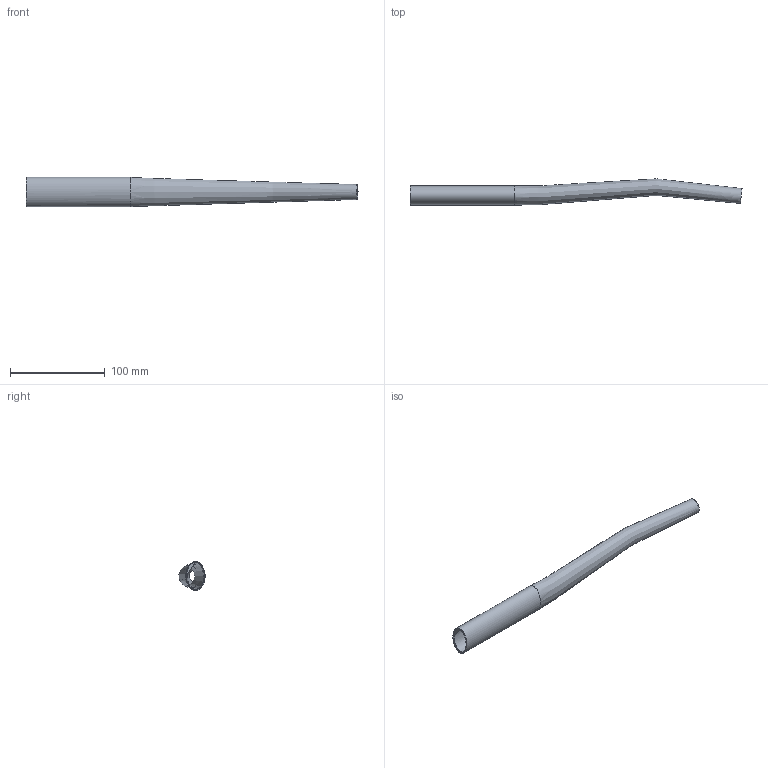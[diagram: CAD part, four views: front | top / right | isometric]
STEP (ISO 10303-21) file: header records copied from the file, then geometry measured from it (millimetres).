
FILE_DESCRIPTION(/* description */ (''),/* implementation_level */ '2;1');
FILE_NAME(/* name */ 'FT142 v1.step',/* time_stamp */ '2023-11-05T19:13:45Z',/* author */ (''),/* organization */ (''),/* preprocessor_version */ 'ST-DEVELOPER v20',/* originating_system */ 'Autodesk Translation Framework v12.14.0.127',/* authorisation */ '');
FILE_SCHEMA (('AUTOMOTIVE_DESIGN { 1 0 10303 214 3 1 1 }'));
Length unit declared in the file: millimetre
Products named in the file (1): FT142
Bounding box: 350.03 x 27.58 x 30.8 mm (x, y, z)
Volume: 21385.9 mm3; surface area: 47431.5 mm2
Topology: 1 solids, 1 shells, 13 faces, 24 edges, 14 vertices
Faces by surface type: plane 7, bspline 5, cylinder 1
Full cylindrical faces by diameter (mm): 14 x1
Entity records: 2753 total; most frequent: CARTESIAN_POINT 2484, ORIENTED_EDGE 48, DIRECTION 43, EDGE_CURVE 24, AXIS2_PLACEMENT_3D 20, EDGE_LOOP 16, VERTEX_POINT 14, FACE_OUTER_BOUND 13
